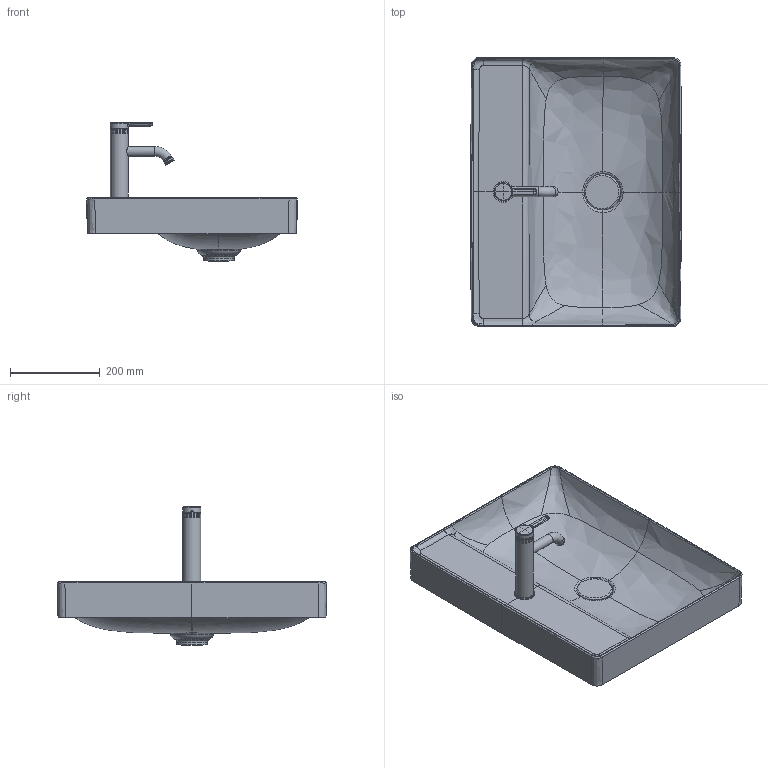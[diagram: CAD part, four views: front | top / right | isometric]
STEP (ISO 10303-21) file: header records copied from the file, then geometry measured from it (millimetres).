
FILE_DESCRIPTION((''),'2;1');
FILE_NAME('235460.stp','2017-06-22T20:20:06',('Administrator'),(''),'Autodesk Inventor 2011','Autodesk Inventor 2011','');
FILE_SCHEMA(('CONFIG_CONTROL_DESIGN'));
Length unit declared in the file: millimetre
Products named in the file (10): 235460; Armatur C1 WT; 509115_ASM; 615832; 615833; 636748; 615729; 615737; Kelch_Stopfen DuraSquare Bgr
Assembly tree (9 placements, depth 4):
  235460
    235460
    Armatur C1 WT
      509115_ASM
        615832
        615833
      636748
      615729
      615737
    Kelch_Stopfen DuraSquare Bgr
Bounding box: 469.9 x 600.3 x 309.02 mm (x, y, z)
Volume: 7131300.1 mm3; surface area: 947747.3 mm2
Topology: 8 solids, 11 shells, 337 faces, 808 edges, 500 vertices
Faces by surface type: bspline 163, plane 85, cylinder 53, torus 18, cone 14, sphere 4
Full cylindrical faces by diameter (mm): 6 x1, 12 x2, 16 x1, 16.5 x2, 17.3 x1, 17.55 x1, 18.5 x2, 18.75 x1, 22 x2, 27.189 x1, 30.452 x1, 34 x1, 34.5 x1, 35 x1, 35.4 x1, 35.5 x1, 36.185 x1, 36.9 x4, 37.3 x1, 37.6 x1, 40 x2, 42.482 x1, 42.5 x1, 45.115 x1, 46 x2, 68.6 x1, 80.006 x1, 81 x1
Entity records: 73650 total; most frequent: CARTESIAN_POINT 66619, ORIENTED_EDGE 1438, DIRECTION 981, EDGE_CURVE 719, VERTEX_POINT 480, EDGE_LOOP 433, AXIS2_PLACEMENT_3D 409, STYLED_ITEM 345
